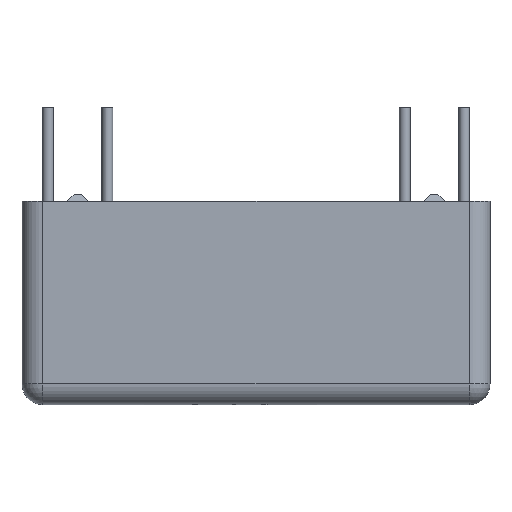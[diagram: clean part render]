
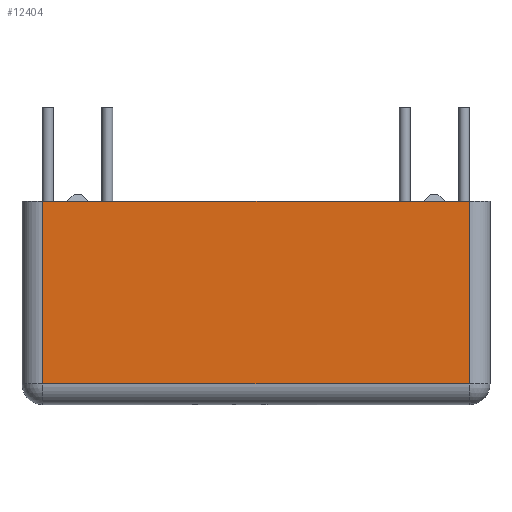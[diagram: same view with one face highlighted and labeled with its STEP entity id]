
A CAD part, front view. The second image highlights one B-rep face of the part: STEP entity #12404.
In plain terms, the highlighted planar face has unit normal (0, -1, 0).
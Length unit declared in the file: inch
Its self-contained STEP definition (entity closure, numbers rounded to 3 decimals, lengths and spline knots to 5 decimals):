
#11567=CARTESIAN_POINT('',(0.3585,-0.098,-0.136));
#11568=VERTEX_POINT('',#11567);
#11576=CARTESIAN_POINT('',(-0.3585,-0.098,-0.136));
#11577=VERTEX_POINT('',#11576);
#11578=CARTESIAN_POINT('',(0.3585,-0.098,-0.136));
#11579=DIRECTION('',(-1.0,0.0,0.0));
#11580=VECTOR('',#11579,0.717);
#11581=LINE('',#11578,#11580);
#11582=EDGE_CURVE('',#11568,#11577,#11581,.T.);
#12216=CARTESIAN_POINT('',(-0.3585,-0.098,0.171));
#12217=VERTEX_POINT('',#12216);
#12234=CARTESIAN_POINT('',(-0.3585,-0.098,-0.136));
#12235=DIRECTION('',(0.0,0.0,1.0));
#12236=VECTOR('',#12235,0.307);
#12237=LINE('',#12234,#12236);
#12238=EDGE_CURVE('',#11577,#12217,#12237,.T.);
#12250=CARTESIAN_POINT('',(0.3585,-0.098,0.171));
#12251=VERTEX_POINT('',#12250);
#12259=CARTESIAN_POINT('',(0.3585,-0.098,0.171));
#12260=DIRECTION('',(0.0,0.0,-1.0));
#12261=VECTOR('',#12260,0.307);
#12262=LINE('',#12259,#12261);
#12263=EDGE_CURVE('',#12251,#11568,#12262,.T.);
#12300=CARTESIAN_POINT('',(-0.3585,-0.098,0.171));
#12301=DIRECTION('',(1.0,0.0,0.0));
#12302=VECTOR('',#12301,0.717);
#12303=LINE('',#12300,#12302);
#12304=EDGE_CURVE('',#12217,#12251,#12303,.T.);
#12393=CARTESIAN_POINT('',(0.0,-0.098,0.0));
#12394=DIRECTION('',(0.0,1.0,0.0));
#12395=DIRECTION('',(0.0,0.0,1.0));
#12396=AXIS2_PLACEMENT_3D('',#12393,#12394,#12395);
#12397=PLANE('',#12396);
#12398=ORIENTED_EDGE('',*,*,#12238,.F.);
#12399=ORIENTED_EDGE('',*,*,#11582,.F.);
#12400=ORIENTED_EDGE('',*,*,#12263,.F.);
#12401=ORIENTED_EDGE('',*,*,#12304,.F.);
#12402=EDGE_LOOP('',(#12398,#12399,#12400,#12401));
#12403=FACE_OUTER_BOUND('',#12402,.T.);
#12404=ADVANCED_FACE('',(#12403),#12397,.F.);
